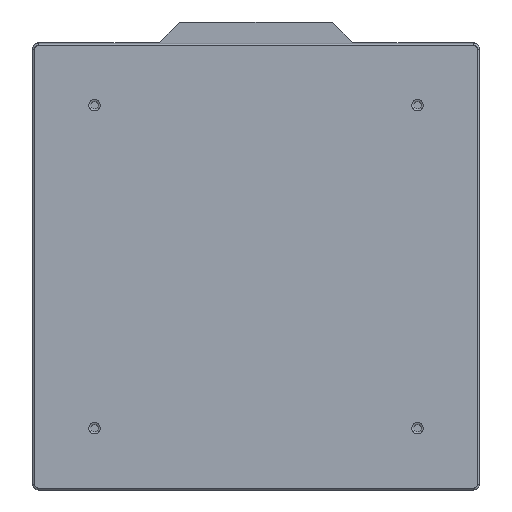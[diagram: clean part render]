
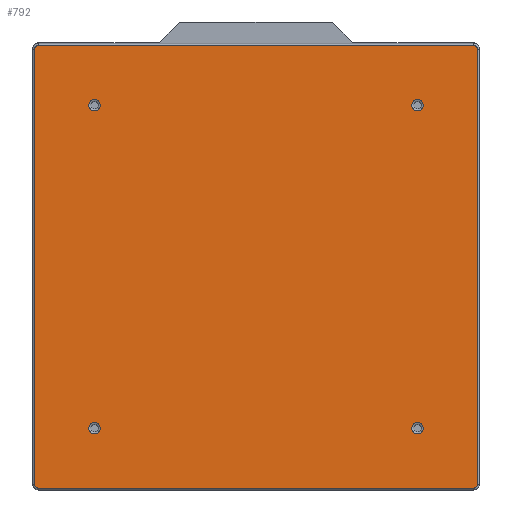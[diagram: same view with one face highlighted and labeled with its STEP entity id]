
A CAD part, front view. The second image highlights one B-rep face of the part: STEP entity #792.
In plain terms, the highlighted face is planar.
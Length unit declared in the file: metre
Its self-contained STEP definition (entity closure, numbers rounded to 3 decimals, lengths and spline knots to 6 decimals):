
#102=LINE('',#1355,#154);
#103=LINE('',#1363,#155);
#104=LINE('',#1371,#156);
#105=LINE('',#1379,#157);
#154=VECTOR('',#1107,1.);
#155=VECTOR('',#1118,1.);
#156=VECTOR('',#1129,1.);
#157=VECTOR('',#1140,1.);
#352=ORIENTED_EDGE('',*,*,#469,.F.);
#353=ORIENTED_EDGE('',*,*,#465,.F.);
#354=ORIENTED_EDGE('',*,*,#463,.F.);
#355=ORIENTED_EDGE('',*,*,#467,.F.);
#356=ORIENTED_EDGE('',*,*,#461,.F.);
#357=ORIENTED_EDGE('',*,*,#448,.F.);
#358=ORIENTED_EDGE('',*,*,#450,.F.);
#359=ORIENTED_EDGE('',*,*,#452,.F.);
#360=ORIENTED_EDGE('',*,*,#454,.F.);
#361=ORIENTED_EDGE('',*,*,#456,.F.);
#362=ORIENTED_EDGE('',*,*,#458,.F.);
#363=ORIENTED_EDGE('',*,*,#460,.F.);
#448=EDGE_CURVE('',#527,#526,#102,.T.);
#450=EDGE_CURVE('',#528,#527,#577,.T.);
#452=EDGE_CURVE('',#529,#528,#103,.T.);
#454=EDGE_CURVE('',#530,#529,#580,.T.);
#456=EDGE_CURVE('',#531,#530,#104,.T.);
#458=EDGE_CURVE('',#532,#531,#583,.T.);
#460=EDGE_CURVE('',#533,#532,#105,.T.);
#461=EDGE_CURVE('',#526,#533,#585,.T.);
#463=EDGE_CURVE('',#535,#535,#587,.T.);
#465=EDGE_CURVE('',#537,#537,#589,.T.);
#467=EDGE_CURVE('',#539,#539,#591,.T.);
#469=EDGE_CURVE('',#541,#541,#593,.T.);
#526=VERTEX_POINT('',#1352);
#527=VERTEX_POINT('',#1354);
#528=VERTEX_POINT('',#1358);
#529=VERTEX_POINT('',#1362);
#530=VERTEX_POINT('',#1366);
#531=VERTEX_POINT('',#1370);
#532=VERTEX_POINT('',#1374);
#533=VERTEX_POINT('',#1378);
#535=VERTEX_POINT('',#1387);
#537=VERTEX_POINT('',#1393);
#539=VERTEX_POINT('',#1399);
#541=VERTEX_POINT('',#1405);
#577=CIRCLE('',#890,0.002);
#580=CIRCLE('',#895,0.002);
#583=CIRCLE('',#900,0.002);
#585=CIRCLE('',#904,0.002);
#587=CIRCLE('',#908,0.003);
#589=CIRCLE('',#912,0.003);
#591=CIRCLE('',#916,0.003);
#593=CIRCLE('',#920,0.003);
#655=EDGE_LOOP('',(#352));
#656=EDGE_LOOP('',(#353));
#657=EDGE_LOOP('',(#354));
#658=EDGE_LOOP('',(#355));
#659=EDGE_LOOP('',(#356,#357,#358,#359,#360,#361,#362,#363));
#723=FACE_BOUND('',#655,.T.);
#724=FACE_BOUND('',#656,.T.);
#725=FACE_BOUND('',#657,.T.);
#726=FACE_BOUND('',#658,.T.);
#727=FACE_BOUND('',#659,.T.);
#745=PLANE('',#919);
#792=ADVANCED_FACE('',(#723,#724,#725,#726,#727),#745,.F.);
#890=AXIS2_PLACEMENT_3D('',#1359,#1112,#1113);
#895=AXIS2_PLACEMENT_3D('',#1367,#1123,#1124);
#900=AXIS2_PLACEMENT_3D('',#1375,#1134,#1135);
#904=AXIS2_PLACEMENT_3D('',#1381,#1143,#1144);
#908=AXIS2_PLACEMENT_3D('',#1386,#1151,#1152);
#912=AXIS2_PLACEMENT_3D('',#1392,#1159,#1160);
#916=AXIS2_PLACEMENT_3D('',#1398,#1167,#1168);
#919=AXIS2_PLACEMENT_3D('',#1403,#1173,#1174);
#920=AXIS2_PLACEMENT_3D('',#1404,#1175,#1176);
#1107=DIRECTION('',(0.,-1.,0.));
#1112=DIRECTION('',(0.,0.,1.));
#1113=DIRECTION('',(-0.707,0.707,0.));
#1118=DIRECTION('',(-1.,0.,0.));
#1123=DIRECTION('',(0.,0.,1.));
#1124=DIRECTION('',(0.707,0.707,0.));
#1129=DIRECTION('',(0.,1.,0.));
#1134=DIRECTION('',(0.,0.,1.));
#1135=DIRECTION('',(0.707,-0.707,0.));
#1140=DIRECTION('',(1.,0.,0.));
#1143=DIRECTION('',(0.,0.,1.));
#1144=DIRECTION('',(-0.707,-0.707,0.));
#1151=DIRECTION('',(0.,0.,-1.));
#1152=DIRECTION('',(1.,0.,0.));
#1159=DIRECTION('',(0.,0.,-1.));
#1160=DIRECTION('',(1.,0.,0.));
#1167=DIRECTION('',(0.,0.,-1.));
#1168=DIRECTION('',(1.,0.,0.));
#1173=DIRECTION('',(0.,0.,1.));
#1174=DIRECTION('',(1.,0.,0.));
#1175=DIRECTION('',(0.,0.,-1.));
#1176=DIRECTION('',(1.,0.,0.));
#1352=CARTESIAN_POINT('',(-0.1165,-0.1145,0.));
#1354=CARTESIAN_POINT('',(-0.1165,0.1145,0.));
#1355=CARTESIAN_POINT('',(-0.1165,0.05875,0.));
#1358=CARTESIAN_POINT('',(-0.1145,0.1165,0.));
#1359=CARTESIAN_POINT('',(-0.1145,0.1145,0.));
#1362=CARTESIAN_POINT('',(0.1145,0.1165,0.));
#1363=CARTESIAN_POINT('',(0.05875,0.1165,0.));
#1366=CARTESIAN_POINT('',(0.1165,0.1145,0.));
#1367=CARTESIAN_POINT('',(0.1145,0.1145,0.));
#1370=CARTESIAN_POINT('',(0.1165,-0.1145,0.));
#1371=CARTESIAN_POINT('',(0.1165,-0.05875,0.));
#1374=CARTESIAN_POINT('',(0.1145,-0.1165,0.));
#1375=CARTESIAN_POINT('',(0.1145,-0.1145,0.));
#1378=CARTESIAN_POINT('',(-0.1145,-0.1165,0.));
#1379=CARTESIAN_POINT('',(-0.05875,-0.1165,0.));
#1381=CARTESIAN_POINT('',(-0.1145,-0.1145,0.));
#1386=CARTESIAN_POINT('',(0.085,-0.085,0.));
#1387=CARTESIAN_POINT('',(0.088,-0.085,0.));
#1392=CARTESIAN_POINT('',(-0.085,0.085,0.));
#1393=CARTESIAN_POINT('',(-0.082,0.085,0.));
#1398=CARTESIAN_POINT('',(0.085,0.085,0.));
#1399=CARTESIAN_POINT('',(0.088,0.085,0.));
#1403=CARTESIAN_POINT('',(0.,0.,0.));
#1404=CARTESIAN_POINT('',(-0.085,-0.085,0.));
#1405=CARTESIAN_POINT('',(-0.082,-0.085,0.));
